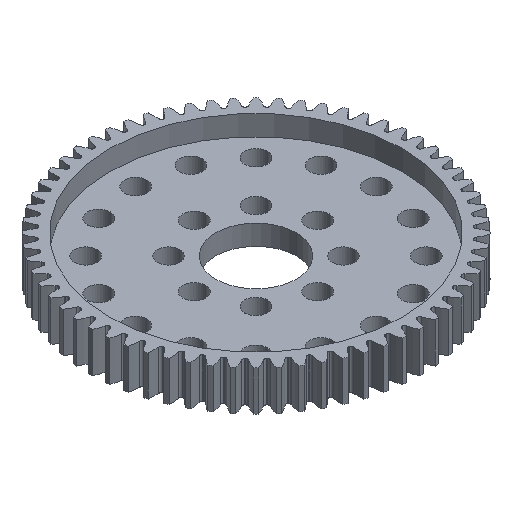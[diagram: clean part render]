
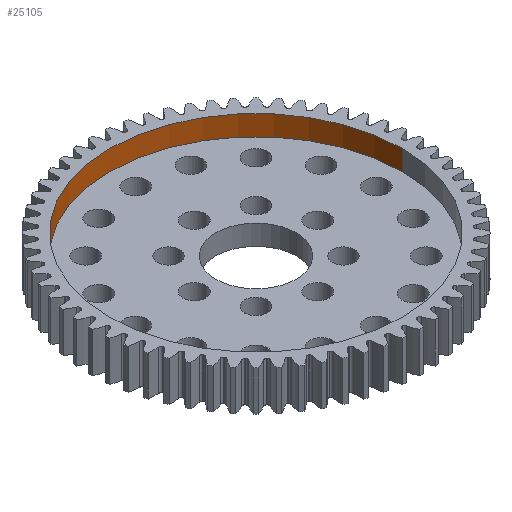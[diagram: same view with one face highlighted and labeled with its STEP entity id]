
A CAD part, isometric view. The second image highlights one B-rep face of the part: STEP entity #25105.
In plain terms, the highlighted cylindrical face has radius 23.138 mm (diameter 46.276 mm), a partial arc.
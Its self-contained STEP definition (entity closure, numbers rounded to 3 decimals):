
#744 = ORIENTED_EDGE ( 'NONE', *, *, #14558, .T. ) ;
#1010 = CIRCLE ( 'NONE', #3348, 23.138 ) ;
#3019 = CARTESIAN_POINT ( 'NONE',  ( -23.138, 0., 3.175 ) ) ;
#3348 = AXIS2_PLACEMENT_3D ( 'NONE', #11639, #5398, #9906 ) ;
#3381 = EDGE_CURVE ( 'NONE', #26974, #9915, #25114, .T. ) ;
#5169 = CYLINDRICAL_SURFACE ( 'NONE', #25447, 23.138 ) ;
#5398 = DIRECTION ( 'NONE',  ( 0., 0., 1. ) ) ;
#5836 = VECTOR ( 'NONE', #21171, 1000. ) ;
#6195 = DIRECTION ( 'NONE',  ( 1., 0., 0. ) ) ;
#6458 = DIRECTION ( 'NONE',  ( 0., 0., 1. ) ) ;
#7798 = LINE ( 'NONE', #12879, #5836 ) ;
#9906 = DIRECTION ( 'NONE',  ( 1., 0., 0. ) ) ;
#9915 = VERTEX_POINT ( 'NONE', #26779 ) ;
#10105 = CARTESIAN_POINT ( 'NONE',  ( 23.138, 0., 3.175 ) ) ;
#11639 = CARTESIAN_POINT ( 'NONE',  ( 0., 0., 3.175 ) ) ;
#12121 = EDGE_CURVE ( 'NONE', #21405, #26974, #1010, .T. ) ;
#12222 = CARTESIAN_POINT ( 'NONE',  ( 0., 0., 6.35 ) ) ;
#12879 = CARTESIAN_POINT ( 'NONE',  ( 23.138, 0., 3.175 ) ) ;
#14135 = DIRECTION ( 'NONE',  ( 1., 0., 0. ) ) ;
#14501 = CIRCLE ( 'NONE', #20871, 23.138 ) ;
#14558 = EDGE_CURVE ( 'NONE', #16055, #9915, #14501, .T. ) ;
#15992 = ORIENTED_EDGE ( 'NONE', *, *, #25260, .T. ) ;
#16055 = VERTEX_POINT ( 'NONE', #27226 ) ;
#19091 = ORIENTED_EDGE ( 'NONE', *, *, #12121, .F. ) ;
#19986 = DIRECTION ( 'NONE',  ( 0., 0., 1. ) ) ;
#20871 = AXIS2_PLACEMENT_3D ( 'NONE', #12222, #22519, #14135 ) ;
#21171 = DIRECTION ( 'NONE',  ( 0., 0., 1. ) ) ;
#21199 = CARTESIAN_POINT ( 'NONE',  ( 0., 0., 3.175 ) ) ;
#21405 = VERTEX_POINT ( 'NONE', #10105 ) ;
#21972 = FACE_OUTER_BOUND ( 'NONE', #22490, .T. ) ;
#22391 = ORIENTED_EDGE ( 'NONE', *, *, #3381, .F. ) ;
#22490 = EDGE_LOOP ( 'NONE', ( #22391, #19091, #15992, #744 ) ) ;
#22519 = DIRECTION ( 'NONE',  ( 0., 0., 1. ) ) ;
#24441 = VECTOR ( 'NONE', #19986, 1000. ) ;
#25105 = ADVANCED_FACE ( 'NONE', ( #21972 ), #5169, .F. ) ;
#25114 = LINE ( 'NONE', #26375, #24441 ) ;
#25260 = EDGE_CURVE ( 'NONE', #21405, #16055, #7798, .T. ) ;
#25447 = AXIS2_PLACEMENT_3D ( 'NONE', #21199, #6458, #6195 ) ;
#26375 = CARTESIAN_POINT ( 'NONE',  ( -23.138, 0., 3.175 ) ) ;
#26779 = CARTESIAN_POINT ( 'NONE',  ( -23.138, 0., 6.35 ) ) ;
#26974 = VERTEX_POINT ( 'NONE', #3019 ) ;
#27226 = CARTESIAN_POINT ( 'NONE',  ( 23.138, 0., 6.35 ) ) ;
